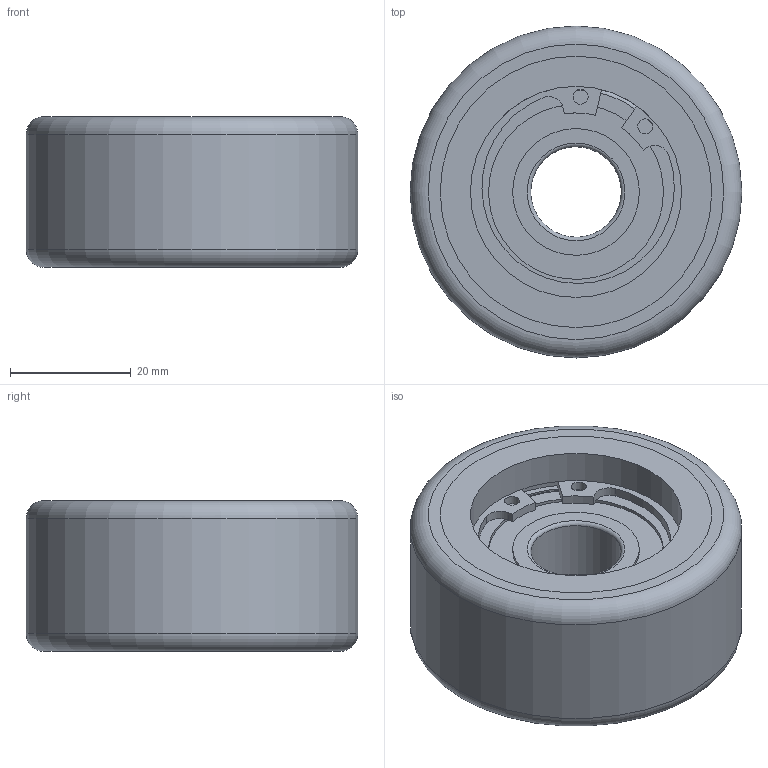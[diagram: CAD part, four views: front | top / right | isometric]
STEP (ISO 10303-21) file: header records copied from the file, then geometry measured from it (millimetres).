
FILE_DESCRIPTION (( 'STEP AP214' ), '1' );
FILE_NAME ('0036028_FVUS-055-25-11-K15.STEP', '2018-04-06T10:06:55', ( '' ), ( '' ), 'SwSTEP 2.0', 'SolidWorks 2018', '' );
FILE_SCHEMA (( 'AUTOMOTIVE_DESIGN' ));
Length unit declared in the file: millimetre
Products named in the file (1): 0036028_FVUS-055-25-11-K15
Bounding box: 55 x 55 x 25 mm (x, y, z)
Surface area: 19438.4 mm2 (no closed solid volume)
Topology: 0 solids, 5 shells, 40 faces, 87 edges, 59 vertices
Faces by surface type: cylinder 19, plane 16, torus 5
Full cylindrical faces by diameter (mm): 2.5 x2, 15 x1, 21 x2, 29 x2, 30.8 x1, 35 x2, 37 x1, 45 x2, 55 x1
Entity records: 1443 total; most frequent: DIRECTION 192, CARTESIAN_POINT 160, ORIENTED_EDGE 108, AXIS2_PLACEMENT_3D 87, EDGE_LOOP 72, EDGE_CURVE 64, FACE_OUTER_BOUND 59, VERTEX_POINT 55
